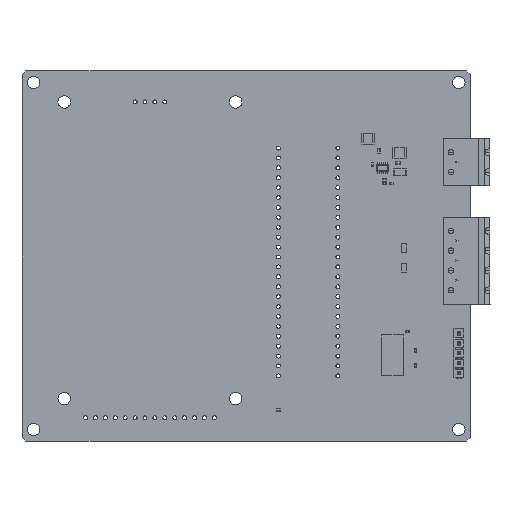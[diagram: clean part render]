
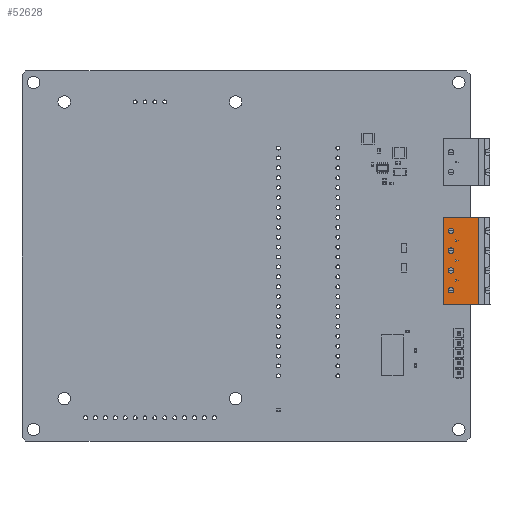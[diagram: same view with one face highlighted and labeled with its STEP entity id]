
A CAD part, top view. The second image highlights one B-rep face of the part: STEP entity #52628.
In plain terms, the highlighted face is planar.
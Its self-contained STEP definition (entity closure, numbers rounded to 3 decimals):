
#43733 = VERTEX_POINT('',#43734);
#43734 = CARTESIAN_POINT('',(45.627,45.443,3.54));
#43740 = EDGE_CURVE('',#43741,#43733,#43743,.T.);
#43741 = VERTEX_POINT('',#43742);
#43742 = CARTESIAN_POINT('',(36.627,45.443,3.54));
#43743 = LINE('',#43744,#43745);
#43744 = CARTESIAN_POINT('',(0.,45.443,3.54));
#43745 = VECTOR('',#43746,1.);
#43746 = DIRECTION('',(1.,0.,0.));
#45408 = EDGE_CURVE('',#45409,#45411,#45413,.T.);
#45409 = VERTEX_POINT('',#45410);
#45410 = CARTESIAN_POINT('',(39.327,45.443,0.));
#45411 = VERTEX_POINT('',#45412);
#45412 = CARTESIAN_POINT('',(37.927,45.443,0.));
#45413 = CIRCLE('',#45414,0.7);
#45414 = AXIS2_PLACEMENT_3D('',#45415,#45416,#45417);
#45415 = CARTESIAN_POINT('',(38.627,45.443,
    0.));
#45416 = DIRECTION('',(0.,-1.,0.));
#45417 = DIRECTION('',(1.,0.,0.));
#46185 = EDGE_CURVE('',#46186,#46188,#46190,.T.);
#46186 = VERTEX_POINT('',#46187);
#46187 = CARTESIAN_POINT('',(39.327,45.443,-10.16));
#46188 = VERTEX_POINT('',#46189);
#46189 = CARTESIAN_POINT('',(37.927,45.443,-10.16));
#46190 = CIRCLE('',#46191,0.7);
#46191 = AXIS2_PLACEMENT_3D('',#46192,#46193,#46194);
#46192 = CARTESIAN_POINT('',(38.627,45.443,-10.16));
#46193 = DIRECTION('',(0.,-1.,0.));
#46194 = DIRECTION('',(1.,0.,0.));
#47394 = EDGE_CURVE('',#45411,#45409,#47395,.T.);
#47395 = CIRCLE('',#47396,0.7);
#47396 = AXIS2_PLACEMENT_3D('',#47397,#47398,#47399);
#47397 = CARTESIAN_POINT('',(38.627,45.443,
    0.));
#47398 = DIRECTION('',(0.,-1.,0.));
#47399 = DIRECTION('',(1.,0.,0.));
#48824 = VERTEX_POINT('',#48825);
#48825 = CARTESIAN_POINT('',(40.427,45.443,-12.7));
#48842 = VERTEX_POINT('',#48843);
#48843 = CARTESIAN_POINT('',(39.677,45.443,
    -12.499));
#48849 = EDGE_CURVE('',#48842,#48824,#48850,.T.);
#48850 = LINE('',#48851,#48852);
#48851 = CARTESIAN_POINT('',(0.,45.443,-1.868));
#48852 = VECTOR('',#48853,1.);
#48853 = DIRECTION('',(0.966,0.,-0.259));
#48873 = VERTEX_POINT('',#48874);
#48874 = CARTESIAN_POINT('',(39.677,45.443,
    -12.901));
#48880 = EDGE_CURVE('',#48842,#48873,#48881,.T.);
#48881 = LINE('',#48882,#48883);
#48882 = CARTESIAN_POINT('',(39.677,45.443,-10.16));
#48883 = VECTOR('',#48884,1.);
#48884 = DIRECTION('',(0.,0.,-1.));
#48902 = EDGE_CURVE('',#48873,#48824,#48903,.T.);
#48903 = LINE('',#48904,#48905);
#48904 = CARTESIAN_POINT('',(0.,45.443,-23.532));
#48905 = VECTOR('',#48906,1.);
#48906 = DIRECTION('',(0.966,0.,0.259));
#49111 = EDGE_CURVE('',#43741,#49112,#49114,.T.);
#49112 = VERTEX_POINT('',#49113);
#49113 = CARTESIAN_POINT('',(36.627,45.443,-18.78));
#49114 = LINE('',#49115,#49116);
#49115 = CARTESIAN_POINT('',(36.627,45.443,-10.16));
#49116 = VECTOR('',#49117,1.);
#49117 = DIRECTION('',(0.,0.,-1.));
#49439 = EDGE_CURVE('',#49112,#49440,#49442,.T.);
#49440 = VERTEX_POINT('',#49441);
#49441 = CARTESIAN_POINT('',(45.627,45.443,-18.78));
#49442 = LINE('',#49443,#49444);
#49443 = CARTESIAN_POINT('',(0.,45.443,-18.78));
#49444 = VECTOR('',#49445,1.);
#49445 = DIRECTION('',(1.,0.,0.));
#51900 = EDGE_CURVE('',#51901,#51903,#51905,.T.);
#51901 = VERTEX_POINT('',#51902);
#51902 = CARTESIAN_POINT('',(39.327,45.443,-15.24));
#51903 = VERTEX_POINT('',#51904);
#51904 = CARTESIAN_POINT('',(37.927,45.443,-15.24));
#51905 = CIRCLE('',#51906,0.7);
#51906 = AXIS2_PLACEMENT_3D('',#51907,#51908,#51909);
#51907 = CARTESIAN_POINT('',(38.627,45.443,-15.24));
#51908 = DIRECTION('',(0.,-1.,0.));
#51909 = DIRECTION('',(1.,0.,0.));
#51925 = EDGE_CURVE('',#51903,#51901,#51926,.T.);
#51926 = CIRCLE('',#51927,0.7);
#51927 = AXIS2_PLACEMENT_3D('',#51928,#51929,#51930);
#51928 = CARTESIAN_POINT('',(38.627,45.443,-15.24));
#51929 = DIRECTION('',(0.,-1.,0.));
#51930 = DIRECTION('',(1.,0.,0.));
#52531 = EDGE_CURVE('',#52532,#52534,#52536,.T.);
#52532 = VERTEX_POINT('',#52533);
#52533 = CARTESIAN_POINT('',(39.327,45.443,-5.08));
#52534 = VERTEX_POINT('',#52535);
#52535 = CARTESIAN_POINT('',(37.927,45.443,-5.08));
#52536 = CIRCLE('',#52537,0.7);
#52537 = AXIS2_PLACEMENT_3D('',#52538,#52539,#52540);
#52538 = CARTESIAN_POINT('',(38.627,45.443,-5.08));
#52539 = DIRECTION('',(0.,-1.,0.));
#52540 = DIRECTION('',(1.,0.,0.));
#52556 = EDGE_CURVE('',#52534,#52532,#52557,.T.);
#52557 = CIRCLE('',#52558,0.7);
#52558 = AXIS2_PLACEMENT_3D('',#52559,#52560,#52561);
#52559 = CARTESIAN_POINT('',(38.627,45.443,-5.08));
#52560 = DIRECTION('',(0.,-1.,0.));
#52561 = DIRECTION('',(1.,0.,0.));
#52628 = ADVANCED_FACE('',(#52629,#52633,#52659,#52663,#52689,#52693,
    #52698,#52709),#52719,.F.);
#52629 = FACE_BOUND('',#52630,.T.);
#52630 = EDGE_LOOP('',(#52631,#52632));
#52631 = ORIENTED_EDGE('',*,*,#52556,.T.);
#52632 = ORIENTED_EDGE('',*,*,#52531,.T.);
#52633 = FACE_BOUND('',#52634,.T.);
#52634 = EDGE_LOOP('',(#52635,#52645,#52653));
#52635 = ORIENTED_EDGE('',*,*,#52636,.F.);
#52636 = EDGE_CURVE('',#52637,#52639,#52641,.T.);
#52637 = VERTEX_POINT('',#52638);
#52638 = CARTESIAN_POINT('',(39.677,45.443,
    -2.339));
#52639 = VERTEX_POINT('',#52640);
#52640 = CARTESIAN_POINT('',(40.427,45.443,-2.54));
#52641 = LINE('',#52642,#52643);
#52642 = CARTESIAN_POINT('',(0.,45.443,8.292));
#52643 = VECTOR('',#52644,1.);
#52644 = DIRECTION('',(0.966,0.,-0.259));
#52645 = ORIENTED_EDGE('',*,*,#52646,.T.);
#52646 = EDGE_CURVE('',#52637,#52647,#52649,.T.);
#52647 = VERTEX_POINT('',#52648);
#52648 = CARTESIAN_POINT('',(39.677,45.443,
    -2.741));
#52649 = LINE('',#52650,#52651);
#52650 = CARTESIAN_POINT('',(39.677,45.443,0.));
#52651 = VECTOR('',#52652,1.);
#52652 = DIRECTION('',(0.,0.,-1.));
#52653 = ORIENTED_EDGE('',*,*,#52654,.T.);
#52654 = EDGE_CURVE('',#52647,#52639,#52655,.T.);
#52655 = LINE('',#52656,#52657);
#52656 = CARTESIAN_POINT('',(0.,45.443,-13.372));
#52657 = VECTOR('',#52658,1.);
#52658 = DIRECTION('',(0.966,0.,0.259));
#52659 = FACE_BOUND('',#52660,.T.);
#52660 = EDGE_LOOP('',(#52661,#52662));
#52661 = ORIENTED_EDGE('',*,*,#47394,.T.);
#52662 = ORIENTED_EDGE('',*,*,#45408,.T.);
#52663 = FACE_BOUND('',#52664,.T.);
#52664 = EDGE_LOOP('',(#52665,#52675,#52683));
#52665 = ORIENTED_EDGE('',*,*,#52666,.F.);
#52666 = EDGE_CURVE('',#52667,#52669,#52671,.T.);
#52667 = VERTEX_POINT('',#52668);
#52668 = CARTESIAN_POINT('',(39.677,45.443,
    -7.419));
#52669 = VERTEX_POINT('',#52670);
#52670 = CARTESIAN_POINT('',(40.427,45.443,-7.62));
#52671 = LINE('',#52672,#52673);
#52672 = CARTESIAN_POINT('',(0.,45.443,3.212));
#52673 = VECTOR('',#52674,1.);
#52674 = DIRECTION('',(0.966,0.,-0.259));
#52675 = ORIENTED_EDGE('',*,*,#52676,.T.);
#52676 = EDGE_CURVE('',#52667,#52677,#52679,.T.);
#52677 = VERTEX_POINT('',#52678);
#52678 = CARTESIAN_POINT('',(39.677,45.443,
    -7.821));
#52679 = LINE('',#52680,#52681);
#52680 = CARTESIAN_POINT('',(39.677,45.443,-5.08));
#52681 = VECTOR('',#52682,1.);
#52682 = DIRECTION('',(0.,0.,-1.));
#52683 = ORIENTED_EDGE('',*,*,#52684,.T.);
#52684 = EDGE_CURVE('',#52677,#52669,#52685,.T.);
#52685 = LINE('',#52686,#52687);
#52686 = CARTESIAN_POINT('',(0.,45.443,-18.452));
#52687 = VECTOR('',#52688,1.);
#52688 = DIRECTION('',(0.966,0.,0.259));
#52689 = FACE_BOUND('',#52690,.T.);
#52690 = EDGE_LOOP('',(#52691,#52692));
#52691 = ORIENTED_EDGE('',*,*,#51900,.T.);
#52692 = ORIENTED_EDGE('',*,*,#51925,.T.);
#52693 = FACE_BOUND('',#52694,.T.);
#52694 = EDGE_LOOP('',(#52695,#52696,#52697));
#52695 = ORIENTED_EDGE('',*,*,#48849,.F.);
#52696 = ORIENTED_EDGE('',*,*,#48880,.T.);
#52697 = ORIENTED_EDGE('',*,*,#48902,.T.);
#52698 = FACE_BOUND('',#52699,.T.);
#52699 = EDGE_LOOP('',(#52700,#52706,#52707,#52708));
#52700 = ORIENTED_EDGE('',*,*,#52701,.T.);
#52701 = EDGE_CURVE('',#43733,#49440,#52702,.T.);
#52702 = LINE('',#52703,#52704);
#52703 = CARTESIAN_POINT('',(45.627,45.443,-10.24));
#52704 = VECTOR('',#52705,1.);
#52705 = DIRECTION('',(0.,0.,-1.));
#52706 = ORIENTED_EDGE('',*,*,#49439,.F.);
#52707 = ORIENTED_EDGE('',*,*,#49111,.F.);
#52708 = ORIENTED_EDGE('',*,*,#43740,.T.);
#52709 = FACE_BOUND('',#52710,.T.);
#52710 = EDGE_LOOP('',(#52711,#52712));
#52711 = ORIENTED_EDGE('',*,*,#46185,.T.);
#52712 = ORIENTED_EDGE('',*,*,#52713,.T.);
#52713 = EDGE_CURVE('',#46188,#46186,#52714,.T.);
#52714 = CIRCLE('',#52715,0.7);
#52715 = AXIS2_PLACEMENT_3D('',#52716,#52717,#52718);
#52716 = CARTESIAN_POINT('',(38.627,45.443,-10.16));
#52717 = DIRECTION('',(0.,-1.,0.));
#52718 = DIRECTION('',(1.,0.,0.));
#52719 = PLANE('',#52720);
#52720 = AXIS2_PLACEMENT_3D('',#52721,#52722,#52723);
#52721 = CARTESIAN_POINT('',(40.968,45.443,
    -4.011));
#52722 = DIRECTION('',(0.,-1.,0.));
#52723 = DIRECTION('',(1.,0.,0.));
